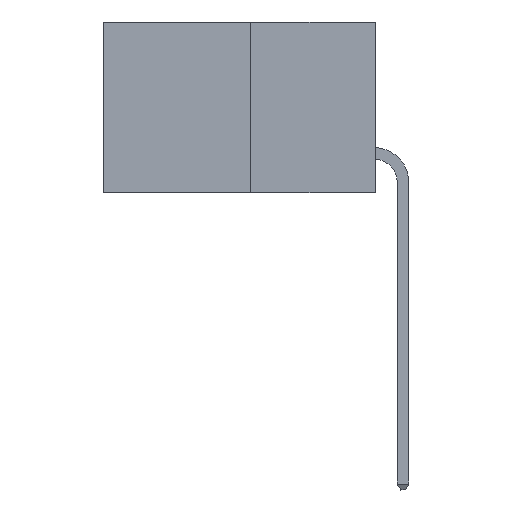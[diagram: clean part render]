
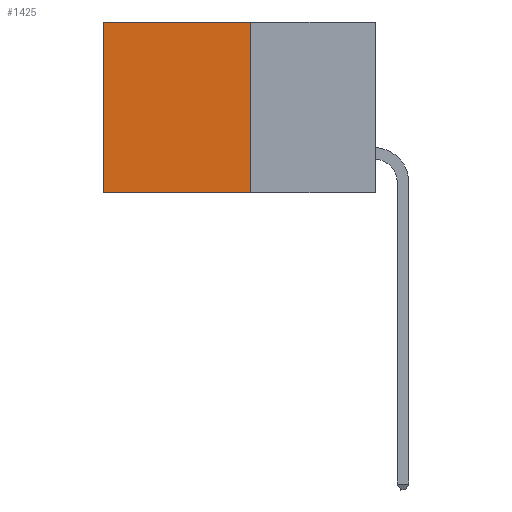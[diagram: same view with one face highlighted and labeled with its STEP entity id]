
A CAD part, left-side view. The second image highlights one B-rep face of the part: STEP entity #1425.
In plain terms, the highlighted planar face has unit normal (-1, 0, 0).
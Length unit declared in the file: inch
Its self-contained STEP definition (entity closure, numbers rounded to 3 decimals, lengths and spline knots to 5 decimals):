
#70 = CARTESIAN_POINT ( 'NONE',  ( 0.277, 0.27, -0.37 ) ) ;
#80 = CARTESIAN_POINT ( 'NONE',  ( 0.277, 0.27, -0.37 ) ) ;
#617 = DIRECTION ( 'NONE',  ( 1., 0., 0. ) ) ;
#993 = ORIENTED_EDGE ( 'NONE', *, *, #8928, .T. ) ;
#1055 = DIRECTION ( 'NONE',  ( 0., 0., -1. ) ) ;
#1425 = ADVANCED_FACE ( 'NONE', ( #20171 ), #21966, .F. ) ;
#1582 = DIRECTION ( 'NONE',  ( 0., 0., -1. ) ) ;
#1647 = LINE ( 'NONE', #2033, #16295 ) ;
#2033 = CARTESIAN_POINT ( 'NONE',  ( 0.277, 0.27, -0.37 ) ) ;
#2338 = CARTESIAN_POINT ( 'NONE',  ( 0.277, 0.27, -0.37 ) ) ;
#2343 = DIRECTION ( 'NONE',  ( 0., 1., 0. ) ) ;
#2380 = ORIENTED_EDGE ( 'NONE', *, *, #11246, .T. ) ;
#2870 = LINE ( 'NONE', #2338, #7966 ) ;
#4370 = VECTOR ( 'NONE', #9004, 39.37008 ) ;
#5583 = EDGE_CURVE ( 'NONE', #10253, #8761, #2870, .T. ) ;
#5626 = EDGE_CURVE ( 'NONE', #6315, #10253, #1647, .T. ) ;
#6315 = VERTEX_POINT ( 'NONE', #19649 ) ;
#6334 = LINE ( 'NONE', #6787, #15864 ) ;
#6763 = ORIENTED_EDGE ( 'NONE', *, *, #5583, .F. ) ;
#6787 = CARTESIAN_POINT ( 'NONE',  ( 0.277, 0.59, -0.37 ) ) ;
#7678 = CARTESIAN_POINT ( 'NONE',  ( 0.277, 0.27, 0. ) ) ;
#7966 = VECTOR ( 'NONE', #2343, 39.37008 ) ;
#8761 = VERTEX_POINT ( 'NONE', #10474 ) ;
#8928 = EDGE_CURVE ( 'NONE', #6315, #19088, #9403, .T. ) ;
#9004 = DIRECTION ( 'NONE',  ( 0., 1., 0. ) ) ;
#9403 = LINE ( 'NONE', #7678, #4370 ) ;
#10253 = VERTEX_POINT ( 'NONE', #80 ) ;
#10435 = CARTESIAN_POINT ( 'NONE',  ( 0.277, 0.59, 0. ) ) ;
#10474 = CARTESIAN_POINT ( 'NONE',  ( 0.277, 0.59, -0.37 ) ) ;
#11246 = EDGE_CURVE ( 'NONE', #19088, #8761, #6334, .T. ) ;
#14980 = EDGE_LOOP ( 'NONE', ( #2380, #6763, #20527, #993 ) ) ;
#15864 = VECTOR ( 'NONE', #1055, 39.37008 ) ;
#16295 = VECTOR ( 'NONE', #1582, 39.37008 ) ;
#18088 = DIRECTION ( 'NONE',  ( 0., 0., -1. ) ) ;
#19088 = VERTEX_POINT ( 'NONE', #10435 ) ;
#19649 = CARTESIAN_POINT ( 'NONE',  ( 0.277, 0.27, 0. ) ) ;
#20171 = FACE_OUTER_BOUND ( 'NONE', #14980, .T. ) ;
#20527 = ORIENTED_EDGE ( 'NONE', *, *, #5626, .F. ) ;
#21966 = PLANE ( 'NONE',  #23333 ) ;
#23333 = AXIS2_PLACEMENT_3D ( 'NONE', #70, #617, #18088 ) ;
